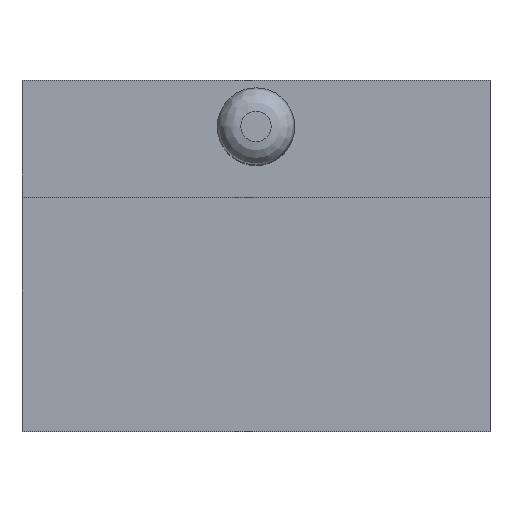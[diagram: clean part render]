
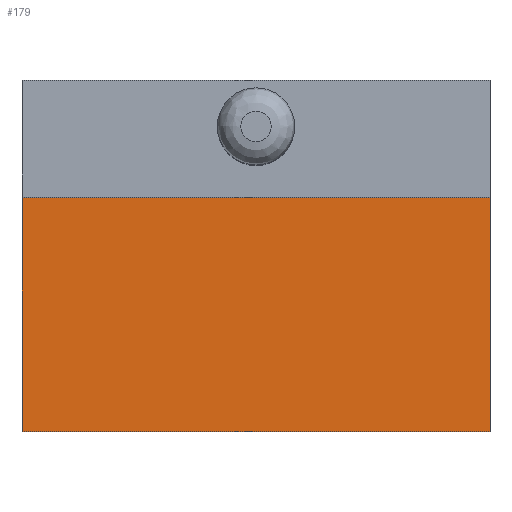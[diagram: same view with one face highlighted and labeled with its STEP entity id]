
A CAD part, top view. The second image highlights one B-rep face of the part: STEP entity #179.
In plain terms, the highlighted planar face has unit normal (0, 0, 1).
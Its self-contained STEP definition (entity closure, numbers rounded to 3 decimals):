
#17=PLANE('',#207);
#26=LINE('',#305,#45);
#27=LINE('',#307,#46);
#28=LINE('',#309,#47);
#29=LINE('',#310,#48);
#45=VECTOR('',#232,10.);
#46=VECTOR('',#233,10.);
#47=VECTOR('',#234,10.);
#48=VECTOR('',#235,10.);
#67=FACE_OUTER_BOUND('',#78,.T.);
#78=EDGE_LOOP('',(#138,#139,#140,#141));
#94=VERTEX_POINT('',#303);
#95=VERTEX_POINT('',#304);
#96=VERTEX_POINT('',#306);
#97=VERTEX_POINT('',#308);
#111=EDGE_CURVE('',#94,#95,#26,.T.);
#112=EDGE_CURVE('',#94,#96,#27,.T.);
#113=EDGE_CURVE('',#97,#96,#28,.T.);
#114=EDGE_CURVE('',#95,#97,#29,.T.);
#138=ORIENTED_EDGE('',*,*,#111,.F.);
#139=ORIENTED_EDGE('',*,*,#112,.T.);
#140=ORIENTED_EDGE('',*,*,#113,.F.);
#141=ORIENTED_EDGE('',*,*,#114,.F.);
#179=ADVANCED_FACE('',(#67),#17,.T.);
#207=AXIS2_PLACEMENT_3D('',#302,#230,#231);
#230=DIRECTION('center_axis',(0.,0.,1.));
#231=DIRECTION('ref_axis',(-1.,0.,0.));
#232=DIRECTION('',(1.,0.,0.));
#233=DIRECTION('',(0.,-1.,0.));
#234=DIRECTION('',(-1.,0.,0.));
#235=DIRECTION('',(0.,-1.,0.));
#302=CARTESIAN_POINT('Origin',(70.,-105.,5.));
#303=CARTESIAN_POINT('',(50.,-105.,5.));
#304=CARTESIAN_POINT('',(70.,-105.,5.));
#305=CARTESIAN_POINT('',(60.,-105.,5.));
#306=CARTESIAN_POINT('',(50.,-115.,5.));
#307=CARTESIAN_POINT('',(50.,-105.,5.));
#308=CARTESIAN_POINT('',(70.,-115.,5.));
#309=CARTESIAN_POINT('',(50.,-115.,5.));
#310=CARTESIAN_POINT('',(70.,-105.,5.));
